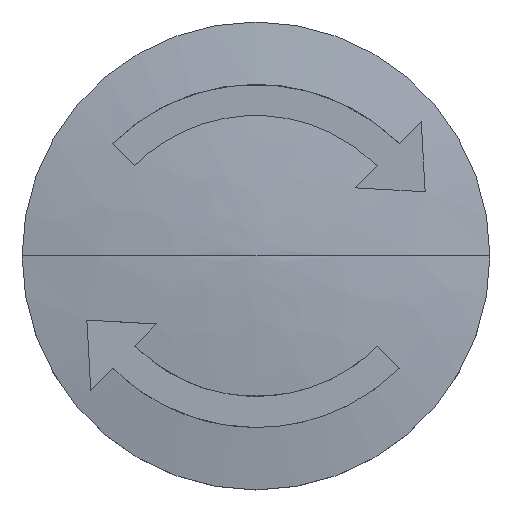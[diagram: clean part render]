
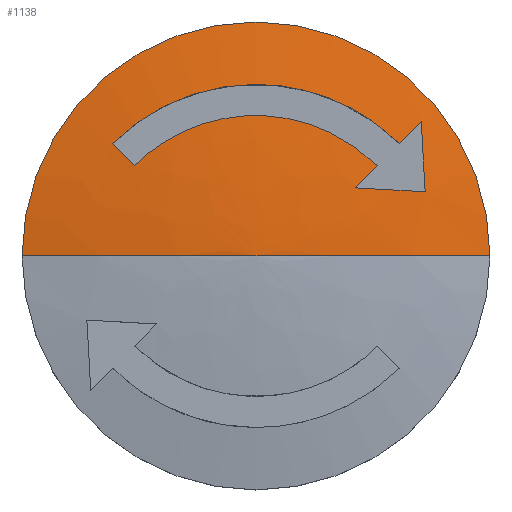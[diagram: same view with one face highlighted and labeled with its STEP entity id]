
A CAD part, top view. The second image highlights one B-rep face of the part: STEP entity #1138.
In plain terms, the highlighted free-form (B-spline) face has degree [2, 2] with [3, 9] control points.
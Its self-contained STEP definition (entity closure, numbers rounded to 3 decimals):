
#160=CARTESIAN_POINT('',(0.,0.0,41.));
#161=VERTEX_POINT('',#160);
#162=CARTESIAN_POINT('',(15.,0.0,39.5));
#163=VERTEX_POINT('',#162);
#164=CARTESIAN_POINT('',(-2.422,0.0,-58.971));
#165=DIRECTION('',(0.0,1.0,0.0));
#166=DIRECTION('',(1.0,0.0,0.0));
#167=AXIS2_PLACEMENT_3D('',#164,#165,#166);
#168=CIRCLE('',#167,100.0);
#169=EDGE_CURVE('',#161,#163,#168,.T.);
#171=CARTESIAN_POINT('',(-15.,0.,39.5));
#172=VERTEX_POINT('',#171);
#173=CARTESIAN_POINT('',(2.422,0.,-58.971));
#174=DIRECTION('',(0.0,-1.0,0.0));
#175=DIRECTION('',(-1.0,0.0,0.0));
#176=AXIS2_PLACEMENT_3D('',#173,#174,#175);
#177=CIRCLE('',#176,100.0);
#178=EDGE_CURVE('',#161,#172,#177,.T.);
#428=CARTESIAN_POINT('',(6.351,4.363,40.515));
#429=VERTEX_POINT('',#428);
#430=CARTESIAN_POINT('',(7.765,5.779,40.294));
#431=VERTEX_POINT('',#430);
#432=CARTESIAN_POINT('',(6.351,4.363,40.515));
#433=CARTESIAN_POINT('',(6.8,4.812,40.452));
#434=CARTESIAN_POINT('',(7.251,5.264,40.382));
#435=CARTESIAN_POINT('',(7.724,5.737,40.301));
#436=CARTESIAN_POINT('',(7.745,5.758,40.298));
#437=CARTESIAN_POINT('',(7.765,5.779,40.294));
#438=B_SPLINE_CURVE_WITH_KNOTS('',3,(#432,#433,#434,#435,#436,#437),.UNSPECIFIED.,.F.,.U.,(4,2,4),(29.903,30.084,30.092),.UNSPECIFIED.);
#439=EDGE_CURVE('',#429,#431,#438,.T.);
#494=CARTESIAN_POINT('',(-7.791,5.779,40.292));
#495=VERTEX_POINT('',#494);
#496=CARTESIAN_POINT('',(7.765,5.779,40.294));
#497=CARTESIAN_POINT('',(6.755,6.788,40.32));
#498=CARTESIAN_POINT('',(5.558,7.592,40.34));
#499=CARTESIAN_POINT('',(2.924,8.696,40.368));
#500=CARTESIAN_POINT('',(1.513,8.987,40.375));
#501=CARTESIAN_POINT('',(-1.343,9.012,40.375));
#502=CARTESIAN_POINT('',(-2.759,8.747,40.368));
#503=CARTESIAN_POINT('',(-4.778,7.943,40.347));
#504=CARTESIAN_POINT('',(-5.44,7.597,40.338));
#505=CARTESIAN_POINT('',(-6.685,6.777,40.317));
#506=CARTESIAN_POINT('',(-7.264,6.305,40.305));
#507=CARTESIAN_POINT('',(-7.791,5.779,40.292));
#508=B_SPLINE_CURVE_WITH_KNOTS('',3,(#496,#497,#498,#499,#500,#501,#502,#503,#504,#505,#506,#507),.UNSPECIFIED.,.F.,.U.,(4,2,2,2,2,4),(0.0,0.429,0.857,1.285,1.509,1.732),.UNSPECIFIED.);
#509=EDGE_CURVE('',#431,#495,#508,.T.);
#543=CARTESIAN_POINT('',(-9.206,7.192,40.03));
#544=VERTEX_POINT('',#543);
#545=CARTESIAN_POINT('',(-7.791,5.779,40.292));
#546=CARTESIAN_POINT('',(-8.261,6.249,40.212));
#547=CARTESIAN_POINT('',(-8.733,6.72,40.124));
#548=CARTESIAN_POINT('',(-9.206,7.192,40.03));
#549=B_SPLINE_CURVE_WITH_KNOTS('',3,(#545,#546,#547,#548),.UNSPECIFIED.,.F.,.U.,(4,4),(30.094,30.283),.UNSPECIFIED.);
#550=EDGE_CURVE('',#495,#544,#549,.T.);
#576=CARTESIAN_POINT('',(9.18,7.192,40.033));
#577=VERTEX_POINT('',#576);
#578=CARTESIAN_POINT('',(-9.206,7.192,40.03));
#579=CARTESIAN_POINT('',(-8.567,7.831,40.045));
#580=CARTESIAN_POINT('',(-7.864,8.401,40.059));
#581=CARTESIAN_POINT('',(-6.367,9.376,40.084));
#582=CARTESIAN_POINT('',(-5.578,9.782,40.094));
#583=CARTESIAN_POINT('',(-3.171,10.725,40.117));
#584=CARTESIAN_POINT('',(-1.482,11.028,40.125));
#585=CARTESIAN_POINT('',(1.895,10.968,40.124));
#586=CARTESIAN_POINT('',(3.55,10.614,40.116));
#587=CARTESIAN_POINT('',(6.619,9.304,40.084));
#588=CARTESIAN_POINT('',(8.006,8.366,40.061));
#589=CARTESIAN_POINT('',(9.18,7.192,40.033));
#590=B_SPLINE_CURVE_WITH_KNOTS('',3,(#578,#579,#580,#581,#582,#583,#584,#585,#586,#587,#588,#589),.UNSPECIFIED.,.F.,.U.,(4,2,2,2,2,4),(-2.047,-1.776,-1.511,-1.001,-0.498,0.0),.UNSPECIFIED.);
#591=EDGE_CURVE('',#544,#577,#590,.T.);
#617=CARTESIAN_POINT('',(10.594,8.606,39.729));
#618=VERTEX_POINT('',#617);
#619=CARTESIAN_POINT('',(9.18,7.192,40.033));
#620=CARTESIAN_POINT('',(9.65,7.663,39.939));
#621=CARTESIAN_POINT('',(10.122,8.134,39.838));
#622=CARTESIAN_POINT('',(10.594,8.606,39.729));
#623=B_SPLINE_CURVE_WITH_KNOTS('',3,(#619,#620,#621,#622),.UNSPECIFIED.,.F.,.U.,(4,4),(30.281,30.469),.UNSPECIFIED.);
#624=EDGE_CURVE('',#577,#618,#623,.T.);
#650=CARTESIAN_POINT('',(10.844,4.114,40.042));
#651=VERTEX_POINT('',#650);
#652=CARTESIAN_POINT('',(10.594,8.606,39.729));
#653=CARTESIAN_POINT('',(10.678,7.094,39.874));
#654=CARTESIAN_POINT('',(10.761,5.594,39.978));
#655=CARTESIAN_POINT('',(10.844,4.114,40.042));
#656=B_SPLINE_CURVE_WITH_KNOTS('',3,(#652,#653,#654,#655),.UNSPECIFIED.,.F.,.U.,(4,4),(28.197,28.632),.UNSPECIFIED.);
#657=EDGE_CURVE('',#618,#651,#656,.T.);
#685=CARTESIAN_POINT('',(10.844,4.114,40.042));
#686=CARTESIAN_POINT('',(10.66,4.124,40.065));
#687=CARTESIAN_POINT('',(10.477,4.134,40.089));
#688=CARTESIAN_POINT('',(8.971,4.218,40.275));
#689=CARTESIAN_POINT('',(7.655,4.291,40.41));
#690=CARTESIAN_POINT('',(6.351,4.363,40.515));
#691=B_SPLINE_CURVE_WITH_KNOTS('',3,(#685,#686,#687,#688,#689,#690),.UNSPECIFIED.,.F.,.U.,(4,2,4),(28.107,28.159,28.536),.UNSPECIFIED.);
#692=EDGE_CURVE('',#651,#429,#691,.T.);
#1079=CARTESIAN_POINT('',(0.,0.0,39.5));
#1080=DIRECTION('',(0.0,0.0,1.0));
#1081=DIRECTION('',(1.0,0.0,0.0));
#1082=AXIS2_PLACEMENT_3D('',#1079,#1080,#1081);
#1083=CIRCLE('',#1082,15.);
#1084=EDGE_CURVE('',#163,#172,#1083,.T.);
#1089=CARTESIAN_POINT('',(-15.,0.,39.5));
#1090=CARTESIAN_POINT('',(-7.557,0.,40.817));
#1091=CARTESIAN_POINT('',(0.,0.,41.0));
#1092=CARTESIAN_POINT('',(-15.,15.,39.5));
#1093=CARTESIAN_POINT('',(-7.557,7.557,40.817));
#1094=CARTESIAN_POINT('',(0.,0.,41.0));
#1095=CARTESIAN_POINT('',(0.,15.,39.5));
#1096=CARTESIAN_POINT('',(0.,7.557,40.817));
#1097=CARTESIAN_POINT('',(0.,0.,41.0));
#1098=CARTESIAN_POINT('',(15.,15.,39.5));
#1099=CARTESIAN_POINT('',(7.557,7.557,40.817));
#1100=CARTESIAN_POINT('',(0.,0.,41.0));
#1101=CARTESIAN_POINT('',(15.,0.,39.5));
#1102=CARTESIAN_POINT('',(7.557,0.,40.817));
#1103=CARTESIAN_POINT('',(0.,0.,41.0));
#1104=CARTESIAN_POINT('',(15.,-15.,39.5));
#1105=CARTESIAN_POINT('',(7.557,-7.557,40.817));
#1106=CARTESIAN_POINT('',(0.,0.,41.0));
#1107=CARTESIAN_POINT('',(0.,-15.,39.5));
#1108=CARTESIAN_POINT('',(0.,-7.557,40.817));
#1109=CARTESIAN_POINT('',(0.,0.,41.0));
#1110=CARTESIAN_POINT('',(-15.,-15.,39.5));
#1111=CARTESIAN_POINT('',(-7.557,-7.557,40.817));
#1112=CARTESIAN_POINT('',(0.,0.,41.0));
#1113=CARTESIAN_POINT('',(-15.,0.,39.5));
#1114=CARTESIAN_POINT('',(-7.557,0.,40.817));
#1115=CARTESIAN_POINT('',(0.,0.,41.0));
#1123=(BOUNDED_SURFACE()B_SPLINE_SURFACE(2,2,((#1089,#1092,#1095,#1098,#1101,#1104,#1107,#1110,#1113),(#1090,#1093,#1096,#1099,#1102,#1105,#1108,#1111,#1114),(#1091,#1094,#1097,#1100,#1103,#1106,#1109,#1112,#1115)),.UNSPECIFIED.,.F.,.T.,.U.)B_SPLINE_SURFACE_WITH_KNOTS((3,3),(3,2,2,2,3),(1.396,1.547),(0.0,1.571,3.142,4.712,6.283),.UNSPECIFIED.)GEOMETRIC_REPRESENTATION_ITEM()RATIONAL_B_SPLINE_SURFACE(((1.0,0.707,1.0,0.707,1.0,0.707,1.0,0.707,1.0),(0.997,0.705,0.997,0.705,0.997,0.705,0.997,0.705,0.997),(1.0,0.707,1.0,0.707,1.0,0.707,1.0,0.707,1.0)))REPRESENTATION_ITEM('')SURFACE());
#1124=ORIENTED_EDGE('',*,*,#169,.T.);
#1125=ORIENTED_EDGE('',*,*,#1084,.T.);
#1126=ORIENTED_EDGE('',*,*,#178,.F.);
#1127=EDGE_LOOP('',(#1124,#1125,#1126));
#1128=FACE_OUTER_BOUND('',#1127,.T.);
#1129=ORIENTED_EDGE('',*,*,#591,.T.);
#1130=ORIENTED_EDGE('',*,*,#624,.T.);
#1131=ORIENTED_EDGE('',*,*,#657,.T.);
#1132=ORIENTED_EDGE('',*,*,#692,.T.);
#1133=ORIENTED_EDGE('',*,*,#439,.T.);
#1134=ORIENTED_EDGE('',*,*,#509,.T.);
#1135=ORIENTED_EDGE('',*,*,#550,.T.);
#1136=EDGE_LOOP('',(#1129,#1130,#1131,#1132,#1133,#1134,#1135));
#1137=FACE_BOUND('',#1136,.T.);
#1138=ADVANCED_FACE('',(#1128,#1137),#1123,.T.);
